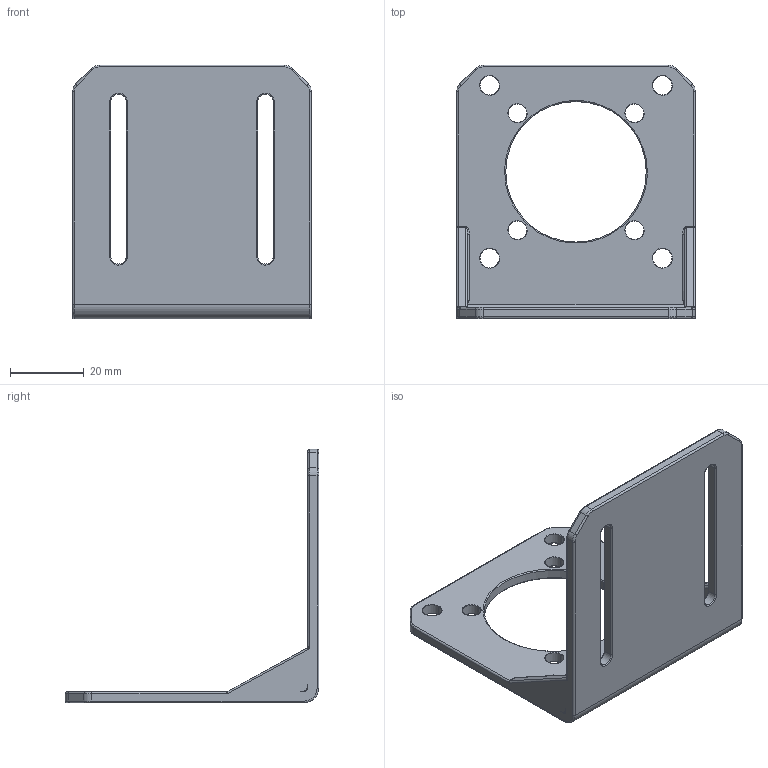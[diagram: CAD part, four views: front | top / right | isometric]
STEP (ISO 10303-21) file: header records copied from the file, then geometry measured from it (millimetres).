
FILE_DESCRIPTION (( 'STEP AP214' ), '1' );
FILE_NAME ('ST-M2.STEP', '2018-03-17T05:27:50', ( '' ), ( '' ), 'SwSTEP 2.0', 'SolidWorks 2014', '' );
FILE_SCHEMA (( 'AUTOMOTIVE_DESIGN' ));
Length unit declared in the file: millimetre
Products named in the file (1): ST-M2
Bounding box: 65 x 69 x 69 mm (x, y, z)
Volume: 21566.8 mm3; surface area: 16599.8 mm2
Topology: 1 solids, 1 shells, 166 faces, 394 edges, 224 vertices
Faces by surface type: cylinder 74, bspline 72, plane 20
Entity records: 8550 total; most frequent: CARTESIAN_POINT 3235, ORIENTED_EDGE 780, DIRECTION 668, EDGE_CURVE 390, AXIS2_PLACEMENT_3D 267, VERTEX_POINT 224, EDGE_LOOP 190, CIRCLE 172
